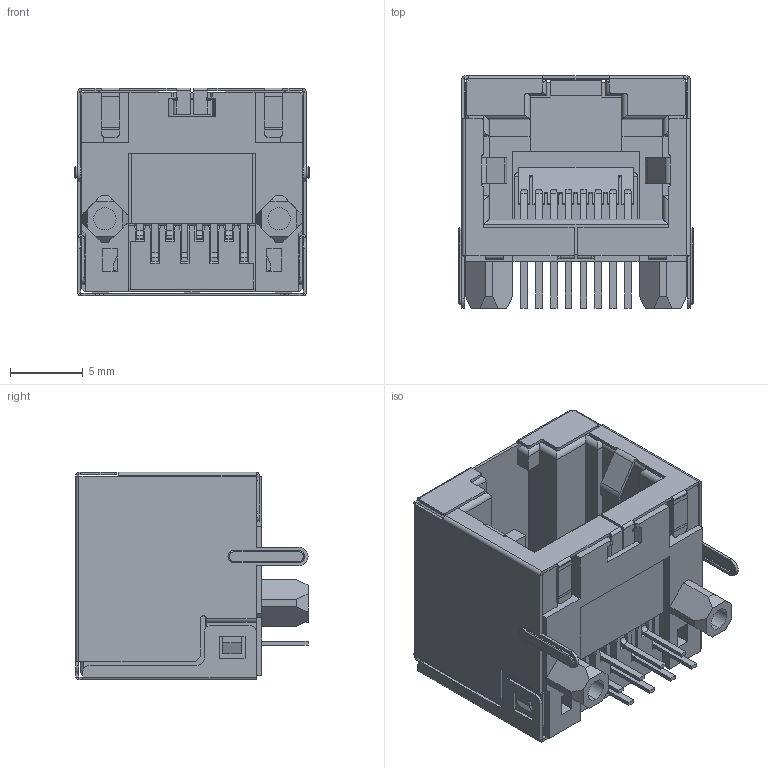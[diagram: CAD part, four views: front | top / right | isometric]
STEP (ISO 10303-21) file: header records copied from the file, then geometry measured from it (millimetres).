
FILE_DESCRIPTION((''),'2;1');
FILE_NAME('SS-60300-002_ASM','2016-05-31T',('dgutter'),('Stewart Connector'),'PRO/ENGINEER BY PARAMETRIC TECHNOLOGY CORPORATION, 2015280','PRO/ENGINEER BY PARAMETRIC TECHNOLOGY CORPORATION, 2015280','');
FILE_SCHEMA(('CONFIG_CONTROL_DESIGN'));
Length unit declared in the file: inch
Products named in the file (9): 3200M0013-12; 0048M0001-07; 3200M0010-02; CONTACT-PIN-BLOCK; 5303M0201-01; 5303M0201-02; 3206M0010-01_ASM; COMPFLEX15; SS-60300-002_ASM
Assembly tree (8 placements, depth 3):
  SS-60300-002_ASM
    3200M0013-12
    0048M0001-07
    3200M0010-02
    3206M0010-01_ASM
      CONTACT-PIN-BLOCK
      5303M0201-01
      5303M0201-02
    COMPFLEX15
Bounding box: 16.05 x 15.9 x 14.25 mm (x, y, z)
Volume: 1225.4 mm3; surface area: 4065.1 mm2
Topology: 21 solids, 21 shells, 1252 faces, 3087 edges, 1873 vertices
Faces by surface type: plane 958, cylinder 262, bspline 20, torus 12
Entity records: 37654 total; most frequent: CARTESIAN_POINT 7926, ORIENTED_EDGE 6174, DIRECTION 5953, EDGE_CURVE 3087, VECTOR 2557, LINE 2557, VERTEX_POINT 1873, AXIS2_PLACEMENT_3D 1698
